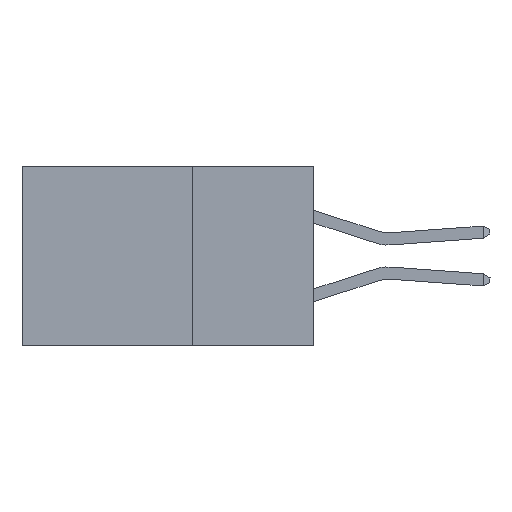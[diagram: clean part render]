
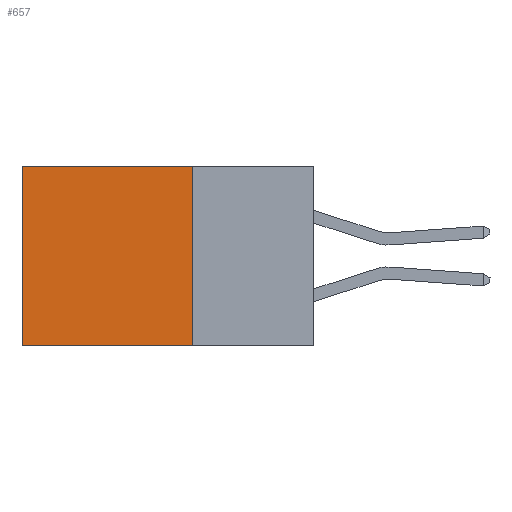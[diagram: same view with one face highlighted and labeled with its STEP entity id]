
A CAD part, left-side view. The second image highlights one B-rep face of the part: STEP entity #657.
In plain terms, the highlighted planar face has unit normal (-1, 0, 0).
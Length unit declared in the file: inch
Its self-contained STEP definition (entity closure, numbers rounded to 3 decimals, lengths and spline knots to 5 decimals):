
#166 = CARTESIAN_POINT ( 'NONE',  ( 0.2875, 0.25, -0.37 ) ) ;
#238 = LINE ( 'NONE', #357, #5775 ) ;
#357 = CARTESIAN_POINT ( 'NONE',  ( 0.2875, 0.25, 0. ) ) ;
#381 = VERTEX_POINT ( 'NONE', #6051 ) ;
#525 = CARTESIAN_POINT ( 'NONE',  ( 0.2875, 0.6, 0. ) ) ;
#657 = ADVANCED_FACE ( 'NONE', ( #8172 ), #6604, .F. ) ;
#1616 = EDGE_CURVE ( 'NONE', #381, #9852, #6124, .T. ) ;
#1962 = VECTOR ( 'NONE', #7364, 39.37008 ) ;
#2325 = VERTEX_POINT ( 'NONE', #4526 ) ;
#2746 = LINE ( 'NONE', #6144, #1962 ) ;
#3675 = DIRECTION ( 'NONE',  ( 1., 0., 0. ) ) ;
#4173 = DIRECTION ( 'NONE',  ( 0., 0., -1. ) ) ;
#4206 = ORIENTED_EDGE ( 'NONE', *, *, #1616, .F. ) ;
#4526 = CARTESIAN_POINT ( 'NONE',  ( 0.2875, 0.25, 0. ) ) ;
#5168 = EDGE_CURVE ( 'NONE', #2325, #381, #2746, .T. ) ;
#5775 = VECTOR ( 'NONE', #10159, 39.37008 ) ;
#6051 = CARTESIAN_POINT ( 'NONE',  ( 0.2875, 0.25, -0.37 ) ) ;
#6124 = LINE ( 'NONE', #166, #12428 ) ;
#6144 = CARTESIAN_POINT ( 'NONE',  ( 0.2875, 0.25, 0. ) ) ;
#6145 = ORIENTED_EDGE ( 'NONE', *, *, #7683, .T. ) ;
#6148 = EDGE_CURVE ( 'NONE', #13410, #9852, #9523, .T. ) ;
#6435 = DIRECTION ( 'NONE',  ( 0., 0., -1. ) ) ;
#6522 = CARTESIAN_POINT ( 'NONE',  ( 0.2875, 0.25, 0. ) ) ;
#6604 = PLANE ( 'NONE',  #10867 ) ;
#7188 = CARTESIAN_POINT ( 'NONE',  ( 0.2875, 0.6, -0.37 ) ) ;
#7364 = DIRECTION ( 'NONE',  ( 0., 0., -1. ) ) ;
#7683 = EDGE_CURVE ( 'NONE', #2325, #13410, #238, .T. ) ;
#8172 = FACE_OUTER_BOUND ( 'NONE', #10855, .T. ) ;
#9523 = LINE ( 'NONE', #11319, #15254 ) ;
#9852 = VERTEX_POINT ( 'NONE', #7188 ) ;
#10159 = DIRECTION ( 'NONE',  ( 0., 1., 0. ) ) ;
#10855 = EDGE_LOOP ( 'NONE', ( #14856, #4206, #13678, #6145 ) ) ;
#10867 = AXIS2_PLACEMENT_3D ( 'NONE', #6522, #3675, #6435 ) ;
#11319 = CARTESIAN_POINT ( 'NONE',  ( 0.2875, 0.6, 0. ) ) ;
#12428 = VECTOR ( 'NONE', #14074, 39.37008 ) ;
#13410 = VERTEX_POINT ( 'NONE', #525 ) ;
#13678 = ORIENTED_EDGE ( 'NONE', *, *, #5168, .F. ) ;
#14074 = DIRECTION ( 'NONE',  ( 0., 1., 0. ) ) ;
#14856 = ORIENTED_EDGE ( 'NONE', *, *, #6148, .T. ) ;
#15254 = VECTOR ( 'NONE', #4173, 39.37008 ) ;
